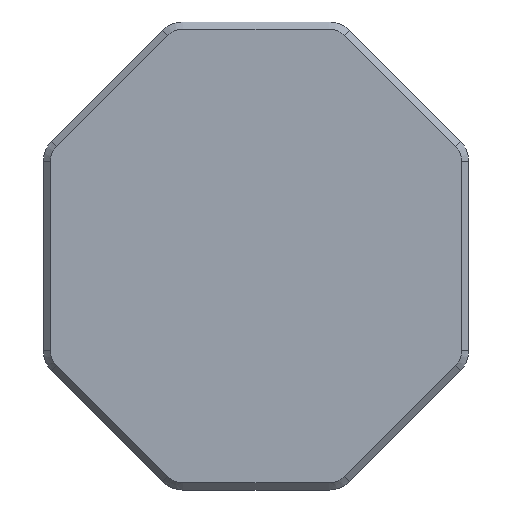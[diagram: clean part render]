
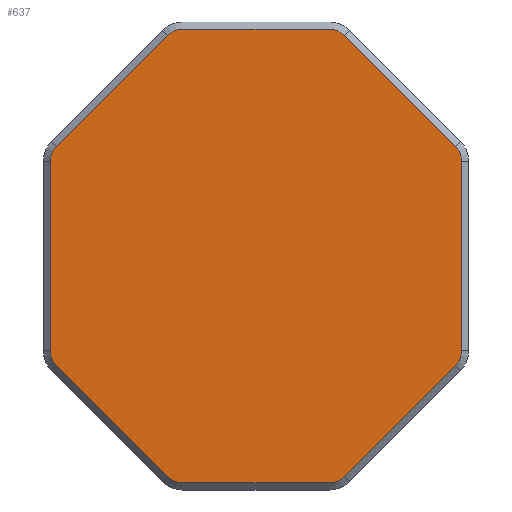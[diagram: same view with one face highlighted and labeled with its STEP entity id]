
A CAD part, left-side view. The second image highlights one B-rep face of the part: STEP entity #637.
In plain terms, the highlighted planar face has unit normal (-1, 0, 0).
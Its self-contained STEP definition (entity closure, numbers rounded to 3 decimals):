
#28=CIRCLE('',#670,1.5);
#30=CIRCLE('',#674,1.5);
#32=CIRCLE('',#678,1.5);
#34=CIRCLE('',#682,1.5);
#36=CIRCLE('',#686,1.5);
#38=CIRCLE('',#690,1.5);
#40=CIRCLE('',#694,1.5);
#42=CIRCLE('',#698,1.5);
#91=FACE_OUTER_BOUND('',#131,.T.);
#131=EDGE_LOOP('',(#509,#510,#511,#512,#513,#514,#515,#516,#517,#518,#519,
#520,#521,#522,#523,#524));
#152=LINE('',#948,#212);
#154=LINE('',#957,#214);
#160=LINE('',#972,#220);
#164=LINE('',#984,#224);
#168=LINE('',#996,#228);
#172=LINE('',#1008,#232);
#176=LINE('',#1020,#236);
#180=LINE('',#1032,#240);
#212=VECTOR('',#744,10.);
#214=VECTOR('',#754,10.);
#220=VECTOR('',#768,10.);
#224=VECTOR('',#780,10.);
#228=VECTOR('',#792,10.);
#232=VECTOR('',#804,10.);
#236=VECTOR('',#816,10.);
#240=VECTOR('',#828,10.);
#269=VERTEX_POINT('',#941);
#272=VERTEX_POINT('',#946);
#273=VERTEX_POINT('',#950);
#275=VERTEX_POINT('',#956);
#277=VERTEX_POINT('',#962);
#279=VERTEX_POINT('',#968);
#281=VERTEX_POINT('',#974);
#283=VERTEX_POINT('',#980);
#285=VERTEX_POINT('',#986);
#287=VERTEX_POINT('',#992);
#289=VERTEX_POINT('',#998);
#291=VERTEX_POINT('',#1004);
#293=VERTEX_POINT('',#1010);
#295=VERTEX_POINT('',#1016);
#297=VERTEX_POINT('',#1022);
#299=VERTEX_POINT('',#1028);
#326=EDGE_CURVE('',#272,#269,#152,.T.);
#329=EDGE_CURVE('',#269,#273,#28,.T.);
#330=EDGE_CURVE('',#273,#275,#154,.T.);
#335=EDGE_CURVE('',#275,#277,#30,.T.);
#338=EDGE_CURVE('',#277,#279,#160,.T.);
#341=EDGE_CURVE('',#279,#281,#32,.T.);
#344=EDGE_CURVE('',#281,#283,#164,.T.);
#347=EDGE_CURVE('',#283,#285,#34,.T.);
#350=EDGE_CURVE('',#285,#287,#168,.T.);
#353=EDGE_CURVE('',#287,#289,#36,.T.);
#356=EDGE_CURVE('',#289,#291,#172,.T.);
#359=EDGE_CURVE('',#291,#293,#38,.T.);
#362=EDGE_CURVE('',#293,#295,#176,.T.);
#365=EDGE_CURVE('',#295,#297,#40,.T.);
#368=EDGE_CURVE('',#297,#299,#180,.T.);
#370=EDGE_CURVE('',#299,#272,#42,.T.);
#509=ORIENTED_EDGE('',*,*,#326,.F.);
#510=ORIENTED_EDGE('',*,*,#370,.F.);
#511=ORIENTED_EDGE('',*,*,#368,.F.);
#512=ORIENTED_EDGE('',*,*,#365,.F.);
#513=ORIENTED_EDGE('',*,*,#362,.F.);
#514=ORIENTED_EDGE('',*,*,#359,.F.);
#515=ORIENTED_EDGE('',*,*,#356,.F.);
#516=ORIENTED_EDGE('',*,*,#353,.F.);
#517=ORIENTED_EDGE('',*,*,#350,.F.);
#518=ORIENTED_EDGE('',*,*,#347,.F.);
#519=ORIENTED_EDGE('',*,*,#344,.F.);
#520=ORIENTED_EDGE('',*,*,#341,.F.);
#521=ORIENTED_EDGE('',*,*,#338,.F.);
#522=ORIENTED_EDGE('',*,*,#335,.F.);
#523=ORIENTED_EDGE('',*,*,#330,.F.);
#524=ORIENTED_EDGE('',*,*,#329,.F.);
#605=PLANE('',#711);
#637=ADVANCED_FACE('',(#91),#605,.T.);
#670=AXIS2_PLACEMENT_3D('',#954,#750,#751);
#674=AXIS2_PLACEMENT_3D('',#966,#762,#763);
#678=AXIS2_PLACEMENT_3D('',#978,#774,#775);
#682=AXIS2_PLACEMENT_3D('',#990,#786,#787);
#686=AXIS2_PLACEMENT_3D('',#1002,#798,#799);
#690=AXIS2_PLACEMENT_3D('',#1014,#810,#811);
#694=AXIS2_PLACEMENT_3D('',#1026,#822,#823);
#698=AXIS2_PLACEMENT_3D('',#1035,#833,#834);
#711=AXIS2_PLACEMENT_3D('',#1070,#872,#873);
#744=DIRECTION('',(0.,-0.707,0.707));
#750=DIRECTION('center_axis',(1.,0.,0.));
#751=DIRECTION('ref_axis',(0.,0.383,0.924));
#754=DIRECTION('',(0.,-1.,0.));
#762=DIRECTION('center_axis',(1.,0.,0.));
#763=DIRECTION('ref_axis',(0.,-0.383,0.924));
#768=DIRECTION('',(0.,-0.707,-0.707));
#774=DIRECTION('center_axis',(1.,0.,0.));
#775=DIRECTION('ref_axis',(0.,-0.924,0.383));
#780=DIRECTION('',(0.,0.,-1.));
#786=DIRECTION('center_axis',(1.,0.,0.));
#787=DIRECTION('ref_axis',(0.,-0.924,-0.383));
#792=DIRECTION('',(0.,0.707,-0.707));
#798=DIRECTION('center_axis',(1.,0.,0.));
#799=DIRECTION('ref_axis',(0.,-0.383,-0.924));
#804=DIRECTION('',(0.,1.,0.));
#810=DIRECTION('center_axis',(1.,0.,0.));
#811=DIRECTION('ref_axis',(0.,0.383,-0.924));
#816=DIRECTION('',(0.,0.707,0.707));
#822=DIRECTION('center_axis',(1.,0.,0.));
#823=DIRECTION('ref_axis',(0.,0.924,-0.383));
#828=DIRECTION('',(0.,0.,1.));
#833=DIRECTION('center_axis',(1.,0.,0.));
#834=DIRECTION('ref_axis',(0.,0.924,0.383));
#872=DIRECTION('center_axis',(-1.,0.,0.));
#873=DIRECTION('ref_axis',(0.,0.,1.));
#941=CARTESIAN_POINT('',(0.,6.232,32.061));
#946=CARTESIAN_POINT('',(0.,14.061,24.232));
#948=CARTESIAN_POINT('',(0.,14.646,23.646));
#950=CARTESIAN_POINT('',(0.,5.172,32.5));
#954=CARTESIAN_POINT('Origin',(0.,5.172,31.));
#956=CARTESIAN_POINT('',(0.,-5.172,32.5));
#957=CARTESIAN_POINT('',(0.,0.,32.5));
#962=CARTESIAN_POINT('',(0.,-6.232,32.061));
#966=CARTESIAN_POINT('Origin',(0.,-5.172,31.));
#968=CARTESIAN_POINT('',(0.,-14.061,24.232));
#972=CARTESIAN_POINT('',(0.,-14.646,23.646));
#974=CARTESIAN_POINT('',(0.,-14.5,23.172));
#978=CARTESIAN_POINT('Origin',(0.,-13.,23.172));
#980=CARTESIAN_POINT('',(0.,-14.5,9.828));
#984=CARTESIAN_POINT('',(0.,-14.5,8.25));
#986=CARTESIAN_POINT('',(0.,-14.061,8.768));
#990=CARTESIAN_POINT('Origin',(0.,-13.,9.828));
#992=CARTESIAN_POINT('',(0.,-6.232,0.939));
#996=CARTESIAN_POINT('',(0.,-6.396,1.104));
#998=CARTESIAN_POINT('',(0.,-5.172,0.5));
#1002=CARTESIAN_POINT('Origin',(0.,-5.172,2.));
#1004=CARTESIAN_POINT('',(0.,5.172,0.5));
#1008=CARTESIAN_POINT('',(0.,0.,0.5));
#1010=CARTESIAN_POINT('',(0.,6.232,0.939));
#1014=CARTESIAN_POINT('Origin',(0.,5.172,2.));
#1016=CARTESIAN_POINT('',(0.,14.061,8.768));
#1020=CARTESIAN_POINT('',(0.,6.396,1.104));
#1022=CARTESIAN_POINT('',(0.,14.5,9.828));
#1026=CARTESIAN_POINT('Origin',(0.,13.,9.828));
#1028=CARTESIAN_POINT('',(0.,14.5,23.172));
#1032=CARTESIAN_POINT('',(0.,14.5,8.25));
#1035=CARTESIAN_POINT('Origin',(0.,13.,23.172));
#1070=CARTESIAN_POINT('Origin',(0.,0.,0.));
